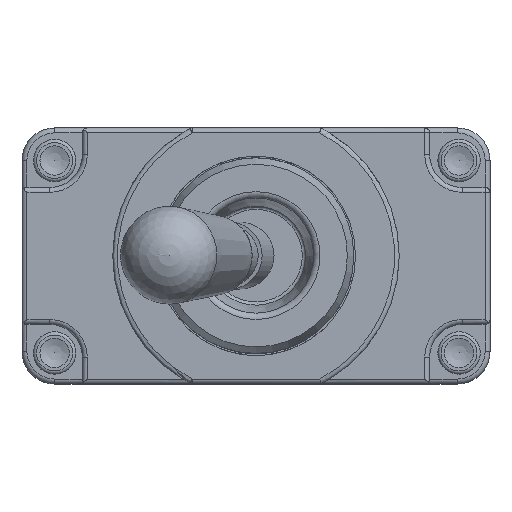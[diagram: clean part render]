
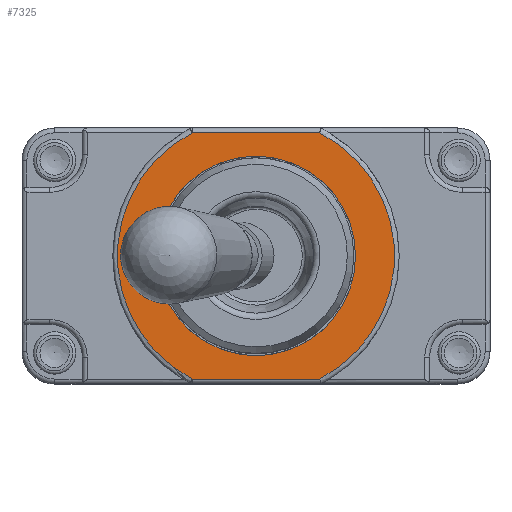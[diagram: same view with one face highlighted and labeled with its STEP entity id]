
A CAD part, top view. The second image highlights one B-rep face of the part: STEP entity #7325.
In plain terms, the highlighted planar face has unit normal (0, 0, 1).
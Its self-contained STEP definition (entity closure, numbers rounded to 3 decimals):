
#283=FACE_BOUND('',#1237,.T.);
#443=PLANE('',#8003);
#786=FACE_OUTER_BOUND('',#1236,.T.);
#1236=EDGE_LOOP('',(#6217,#6218,#6219,#6220));
#1237=EDGE_LOOP('',(#6221,#6222));
#1799=LINE('',#13958,#2317);
#1800=LINE('',#13962,#2318);
#2317=VECTOR('',#9784,10.);
#2318=VECTOR('',#9787,10.);
#2691=CIRCLE('',#8004,8.5);
#2692=CIRCLE('',#8005,8.5);
#2693=CIRCLE('',#8006,6.1);
#2694=CIRCLE('',#8007,6.1);
#3354=VERTEX_POINT('',#13956);
#3355=VERTEX_POINT('',#13957);
#3356=VERTEX_POINT('',#13959);
#3357=VERTEX_POINT('',#13961);
#3358=VERTEX_POINT('',#13964);
#3359=VERTEX_POINT('',#13965);
#4348=EDGE_CURVE('',#3354,#3355,#1799,.T.);
#4349=EDGE_CURVE('',#3356,#3354,#2691,.T.);
#4350=EDGE_CURVE('',#3357,#3356,#1800,.T.);
#4351=EDGE_CURVE('',#3355,#3357,#2692,.T.);
#4352=EDGE_CURVE('',#3358,#3359,#2693,.T.);
#4353=EDGE_CURVE('',#3359,#3358,#2694,.T.);
#6217=ORIENTED_EDGE('',*,*,#4348,.F.);
#6218=ORIENTED_EDGE('',*,*,#4349,.F.);
#6219=ORIENTED_EDGE('',*,*,#4350,.F.);
#6220=ORIENTED_EDGE('',*,*,#4351,.F.);
#6221=ORIENTED_EDGE('',*,*,#4352,.T.);
#6222=ORIENTED_EDGE('',*,*,#4353,.T.);
#7325=ADVANCED_FACE('',(#786,#283),#443,.T.);
#8003=AXIS2_PLACEMENT_3D('',#13955,#9782,#9783);
#8004=AXIS2_PLACEMENT_3D('',#13960,#9785,#9786);
#8005=AXIS2_PLACEMENT_3D('',#13963,#9788,#9789);
#8006=AXIS2_PLACEMENT_3D('',#13966,#9790,#9791);
#8007=AXIS2_PLACEMENT_3D('',#13967,#9792,#9793);
#9782=DIRECTION('center_axis',(0.,0.,
1.));
#9783=DIRECTION('ref_axis',(-1.,0.,0.));
#9784=DIRECTION('',(-1.,0.,0.));
#9785=DIRECTION('center_axis',(0.,0.,
-1.));
#9786=DIRECTION('ref_axis',(1.,0.004,0.));
#9787=DIRECTION('',(1.,0.,0.));
#9788=DIRECTION('center_axis',(0.,0.,
-1.));
#9789=DIRECTION('ref_axis',(-1.,0.,0.));
#9790=DIRECTION('center_axis',(0.,0.,
-1.));
#9791=DIRECTION('ref_axis',(-1.,0.,0.));
#9792=DIRECTION('center_axis',(0.,0.,
-1.));
#9793=DIRECTION('ref_axis',(-1.,0.,0.));
#13955=CARTESIAN_POINT('Origin',(0.,0.,
2.2));
#13956=CARTESIAN_POINT('',(3.905,-7.55,2.2));
#13957=CARTESIAN_POINT('',(-3.905,-7.55,2.2));
#13958=CARTESIAN_POINT('',(6.175,-7.55,2.2));
#13959=CARTESIAN_POINT('',(3.905,7.55,2.2));
#13960=CARTESIAN_POINT('Origin',(0.,0.,
2.2));
#13961=CARTESIAN_POINT('',(-3.905,7.55,2.2));
#13962=CARTESIAN_POINT('',(-6.175,7.55,2.2));
#13963=CARTESIAN_POINT('Origin',(0.,0.,
2.2));
#13964=CARTESIAN_POINT('',(-6.1,0.,2.2));
#13965=CARTESIAN_POINT('',(6.1,0.,2.2));
#13966=CARTESIAN_POINT('Origin',(0.,0.,
2.2));
#13967=CARTESIAN_POINT('Origin',(0.,0.,
2.2));
